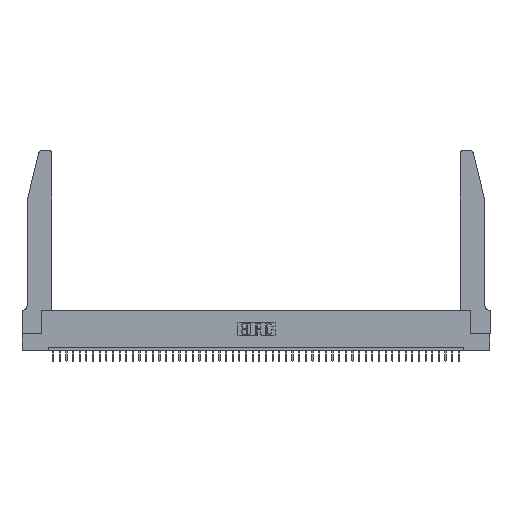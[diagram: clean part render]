
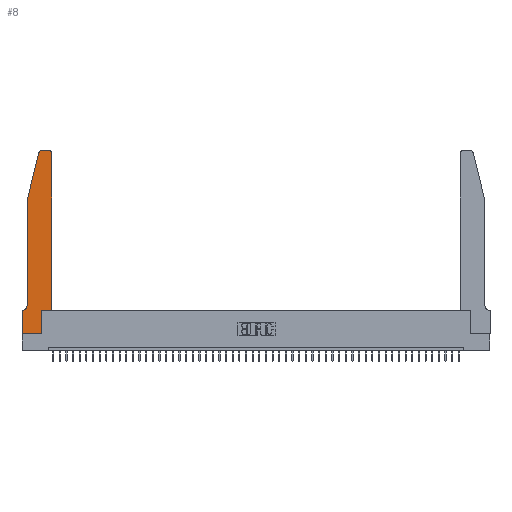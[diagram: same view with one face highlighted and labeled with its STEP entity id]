
A CAD part, top view. The second image highlights one B-rep face of the part: STEP entity #8.
In plain terms, the highlighted planar face has unit normal (0, 0, 1).
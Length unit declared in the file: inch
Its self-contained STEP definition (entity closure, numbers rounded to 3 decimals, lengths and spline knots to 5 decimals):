
#8 = ADVANCED_FACE ( 'NONE', ( #46943 ), #25, .T. ) ;
#25 = PLANE ( 'NONE',  #39857 ) ;
#31 = VERTEX_POINT ( 'NONE', #37808 ) ;
#99 = VECTOR ( 'NONE', #15735, 39.37008 ) ;
#1330 = CARTESIAN_POINT ( 'NONE',  ( 0.0755, 0.42, 0.37 ) ) ;
#3768 = VERTEX_POINT ( 'NONE', #1330 ) ;
#4491 = VERTEX_POINT ( 'NONE', #7870 ) ;
#4567 = CARTESIAN_POINT ( 'NONE',  ( 0.0055, 0.42, 0.37 ) ) ;
#4723 = DIRECTION ( 'NONE',  ( -1., 0., 0. ) ) ;
#5008 = ORIENTED_EDGE ( 'NONE', *, *, #47244, .T. ) ;
#5042 = VECTOR ( 'NONE', #45036, 39.37008 ) ;
#5046 = EDGE_CURVE ( 'NONE', #36529, #22287, #47405, .T. ) ;
#5352 = LINE ( 'NONE', #46286, #99 ) ;
#6097 = EDGE_CURVE ( 'NONE', #37500, #30209, #40268, .T. ) ;
#6835 = EDGE_CURVE ( 'NONE', #3768, #18949, #39069, .T. ) ;
#6895 = EDGE_CURVE ( 'NONE', #22287, #37500, #5352, .T. ) ;
#7269 = ORIENTED_EDGE ( 'NONE', *, *, #31591, .T. ) ;
#7500 = VECTOR ( 'NONE', #8876, 39.37008 ) ;
#7504 = CARTESIAN_POINT ( 'NONE',  ( 0., 0., 0.37 ) ) ;
#7828 = DIRECTION ( 'NONE',  ( 1., 0., 0. ) ) ;
#7870 = CARTESIAN_POINT ( 'NONE',  ( 0.284, 2.75, 0.37 ) ) ;
#7986 = DIRECTION ( 'NONE',  ( -0.239, -0.971, 0. ) ) ;
#8002 = DIRECTION ( 'NONE',  ( 0., 0., 1. ) ) ;
#8876 = DIRECTION ( 'NONE',  ( 0., 1., 0. ) ) ;
#9236 = DIRECTION ( 'NONE',  ( 1., 0., 0. ) ) ;
#10066 = EDGE_CURVE ( 'NONE', #46984, #32005, #11350, .T. ) ;
#10111 = ORIENTED_EDGE ( 'NONE', *, *, #36403, .T. ) ;
#10719 = CARTESIAN_POINT ( 'NONE',  ( 0.0755, 0.35, 0.37 ) ) ;
#11350 = LINE ( 'NONE', #28199, #37974 ) ;
#11652 = DIRECTION ( 'NONE',  ( 1., 0., 0. ) ) ;
#11812 = AXIS2_PLACEMENT_3D ( 'NONE', #4567, #11975, #4723 ) ;
#11956 = CARTESIAN_POINT ( 'NONE',  ( 0.4505, 0.35, 0.37 ) ) ;
#11975 = DIRECTION ( 'NONE',  ( 0., 0., -1. ) ) ;
#12118 = CARTESIAN_POINT ( 'NONE',  ( 0.0755, 2., 0.37 ) ) ;
#12430 = DIRECTION ( 'NONE',  ( 0., 0., 1. ) ) ;
#12927 = EDGE_CURVE ( 'NONE', #22916, #30272, #39535, .T. ) ;
#13420 = CARTESIAN_POINT ( 'NONE',  ( 0.4505, 0.35, 0.37 ) ) ;
#13481 = CARTESIAN_POINT ( 'NONE',  ( 0., 0., 0.37 ) ) ;
#14743 = LINE ( 'NONE', #17253, #16472 ) ;
#14759 = EDGE_LOOP ( 'NONE', ( #20832, #41318, #45749, #7269, #22020, #25381, #5008, #47006, #10111, #25153, #45140, #48799 ) ) ;
#15735 = DIRECTION ( 'NONE',  ( 0., 1., 0. ) ) ;
#16472 = VECTOR ( 'NONE', #40621, 39.37008 ) ;
#16629 = EDGE_CURVE ( 'NONE', #4491, #22916, #21724, .T. ) ;
#17253 = CARTESIAN_POINT ( 'NONE',  ( 0.2605, 2.75, 0.37 ) ) ;
#18949 = VERTEX_POINT ( 'NONE', #41450 ) ;
#19791 = CARTESIAN_POINT ( 'NONE',  ( 0.25487, 2.72718, 0.37 ) ) ;
#20832 = ORIENTED_EDGE ( 'NONE', *, *, #24680, .T. ) ;
#21724 = CIRCLE ( 'NONE', #42277, 0.03 ) ;
#22020 = ORIENTED_EDGE ( 'NONE', *, *, #6835, .T. ) ;
#22207 = DIRECTION ( 'NONE',  ( 1., 0., 0. ) ) ;
#22287 = VERTEX_POINT ( 'NONE', #13420 ) ;
#22916 = VERTEX_POINT ( 'NONE', #19791 ) ;
#23656 = DIRECTION ( 'NONE',  ( 1., 0., 0. ) ) ;
#24680 = EDGE_CURVE ( 'NONE', #30209, #4491, #14743, .T. ) ;
#25123 = CARTESIAN_POINT ( 'NONE',  ( 0.2865, 0., 0.37 ) ) ;
#25153 = ORIENTED_EDGE ( 'NONE', *, *, #5046, .T. ) ;
#25381 = ORIENTED_EDGE ( 'NONE', *, *, #48820, .T. ) ;
#25753 = VECTOR ( 'NONE', #38672, 39.37008 ) ;
#26367 = CARTESIAN_POINT ( 'NONE',  ( 0., 0.35, 0.37 ) ) ;
#28199 = CARTESIAN_POINT ( 'NONE',  ( 0., 0., 0.37 ) ) ;
#29425 = CARTESIAN_POINT ( 'NONE',  ( 0.0755, 2., 0.37 ) ) ;
#30209 = VERTEX_POINT ( 'NONE', #43984 ) ;
#30272 = VERTEX_POINT ( 'NONE', #29425 ) ;
#30438 = LINE ( 'NONE', #7504, #5042 ) ;
#30474 = DIRECTION ( 'NONE',  ( 0., 0., 1. ) ) ;
#31591 = EDGE_CURVE ( 'NONE', #30272, #3768, #42915, .T. ) ;
#32005 = VERTEX_POINT ( 'NONE', #25123 ) ;
#33679 = CARTESIAN_POINT ( 'NONE',  ( 0.4205, 2.72, 0.37 ) ) ;
#33869 = VECTOR ( 'NONE', #23656, 39.37008 ) ;
#34125 = LINE ( 'NONE', #35495, #7500 ) ;
#35495 = CARTESIAN_POINT ( 'NONE',  ( 0.2865, 0.35, 0.37 ) ) ;
#36403 = EDGE_CURVE ( 'NONE', #32005, #36529, #34125, .T. ) ;
#36529 = VERTEX_POINT ( 'NONE', #40474 ) ;
#37500 = VERTEX_POINT ( 'NONE', #39449 ) ;
#37808 = CARTESIAN_POINT ( 'NONE',  ( 0., 0.35, 0.37 ) ) ;
#37974 = VECTOR ( 'NONE', #9236, 39.37008 ) ;
#38406 = AXIS2_PLACEMENT_3D ( 'NONE', #33679, #30474, #7828 ) ;
#38672 = DIRECTION ( 'NONE',  ( 0., -1., 0. ) ) ;
#39069 = CIRCLE ( 'NONE', #11812, 0.07 ) ;
#39449 = CARTESIAN_POINT ( 'NONE',  ( 0.4505, 2.72, 0.37 ) ) ;
#39535 = LINE ( 'NONE', #12118, #45390 ) ;
#39857 = AXIS2_PLACEMENT_3D ( 'NONE', #26367, #8002, #11652 ) ;
#40268 = CIRCLE ( 'NONE', #38406, 0.03 ) ;
#40446 = CARTESIAN_POINT ( 'NONE',  ( 0.284, 2.72, 0.37 ) ) ;
#40474 = CARTESIAN_POINT ( 'NONE',  ( 0.2865, 0.35, 0.37 ) ) ;
#40621 = DIRECTION ( 'NONE',  ( -1., 0., 0. ) ) ;
#40797 = DIRECTION ( 'NONE',  ( -1., 0., 0. ) ) ;
#41318 = ORIENTED_EDGE ( 'NONE', *, *, #16629, .T. ) ;
#41450 = CARTESIAN_POINT ( 'NONE',  ( 0.0055, 0.35, 0.37 ) ) ;
#42277 = AXIS2_PLACEMENT_3D ( 'NONE', #40446, #12430, #22207 ) ;
#42915 = LINE ( 'NONE', #45892, #25753 ) ;
#43984 = CARTESIAN_POINT ( 'NONE',  ( 0.4205, 2.75, 0.37 ) ) ;
#45036 = DIRECTION ( 'NONE',  ( 0., -1., 0. ) ) ;
#45061 = LINE ( 'NONE', #10719, #47374 ) ;
#45140 = ORIENTED_EDGE ( 'NONE', *, *, #6895, .T. ) ;
#45390 = VECTOR ( 'NONE', #7986, 39.37008 ) ;
#45749 = ORIENTED_EDGE ( 'NONE', *, *, #12927, .T. ) ;
#45892 = CARTESIAN_POINT ( 'NONE',  ( 0.0755, 2., 0.37 ) ) ;
#46286 = CARTESIAN_POINT ( 'NONE',  ( 0.4505, 0.35, 0.37 ) ) ;
#46943 = FACE_OUTER_BOUND ( 'NONE', #14759, .T. ) ;
#46984 = VERTEX_POINT ( 'NONE', #13481 ) ;
#47006 = ORIENTED_EDGE ( 'NONE', *, *, #10066, .T. ) ;
#47244 = EDGE_CURVE ( 'NONE', #31, #46984, #30438, .T. ) ;
#47374 = VECTOR ( 'NONE', #40797, 39.37008 ) ;
#47405 = LINE ( 'NONE', #11956, #33869 ) ;
#48799 = ORIENTED_EDGE ( 'NONE', *, *, #6097, .T. ) ;
#48820 = EDGE_CURVE ( 'NONE', #18949, #31, #45061, .T. ) ;
